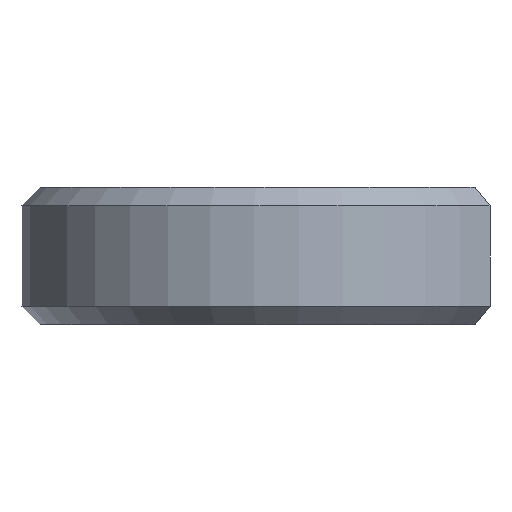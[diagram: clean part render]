
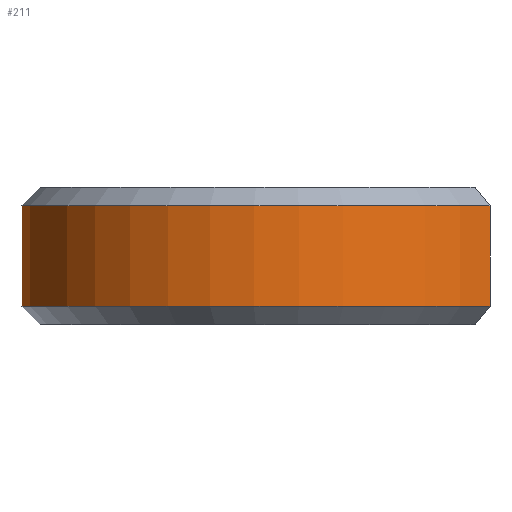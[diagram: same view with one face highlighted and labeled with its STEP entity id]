
A CAD part, front view. The second image highlights one B-rep face of the part: STEP entity #211.
In plain terms, the highlighted cylindrical face has radius 7 mm (diameter 14 mm), a partial arc.
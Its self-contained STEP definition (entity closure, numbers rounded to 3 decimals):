
#19=CYLINDRICAL_SURFACE('',#239,7.);
#29=FACE_OUTER_BOUND('',#41,.T.);
#41=EDGE_LOOP('',(#155,#156,#157,#158));
#51=CIRCLE('',#236,7.);
#53=CIRCLE('',#240,7.);
#61=LINE('',#327,#79);
#66=LINE('',#337,#84);
#79=VECTOR('',#267,10.);
#84=VECTOR('',#274,10.);
#96=VERTEX_POINT('',#318);
#97=VERTEX_POINT('',#320);
#99=VERTEX_POINT('',#326);
#103=VERTEX_POINT('',#336);
#116=EDGE_CURVE('',#96,#97,#51,.T.);
#119=EDGE_CURVE('',#97,#99,#61,.T.);
#124=EDGE_CURVE('',#96,#103,#66,.T.);
#125=EDGE_CURVE('',#99,#103,#53,.T.);
#155=ORIENTED_EDGE('',*,*,#116,.F.);
#156=ORIENTED_EDGE('',*,*,#124,.T.);
#157=ORIENTED_EDGE('',*,*,#125,.F.);
#158=ORIENTED_EDGE('',*,*,#119,.F.);
#211=ADVANCED_FACE('',(#29),#19,.T.);
#236=AXIS2_PLACEMENT_3D('',#321,#260,#261);
#239=AXIS2_PLACEMENT_3D('',#335,#272,#273);
#240=AXIS2_PLACEMENT_3D('',#338,#275,#276);
#260=DIRECTION('center_axis',(0.,0.,-1.));
#261=DIRECTION('ref_axis',(-1.,0.,0.));
#267=DIRECTION('',(0.,0.,1.));
#272=DIRECTION('center_axis',(0.,0.,
1.));
#273=DIRECTION('ref_axis',(-1.,0.,0.));
#274=DIRECTION('',(0.,0.,1.));
#275=DIRECTION('center_axis',(0.,0.,1.));
#276=DIRECTION('ref_axis',(-1.,0.,0.));
#318=CARTESIAN_POINT('',(-101.35,30.504,0.5));
#320=CARTESIAN_POINT('',(-101.35,38.904,0.5));
#321=CARTESIAN_POINT('Origin',(-106.95,34.704,0.5));
#326=CARTESIAN_POINT('',(-101.35,38.904,3.2));
#327=CARTESIAN_POINT('',(-101.35,38.904,-1.));
#335=CARTESIAN_POINT('Origin',(-106.95,34.704,-1.));
#336=CARTESIAN_POINT('',(-101.35,30.504,3.2));
#337=CARTESIAN_POINT('',(-101.35,30.504,-1.));
#338=CARTESIAN_POINT('Origin',(-106.95,34.704,3.2));
